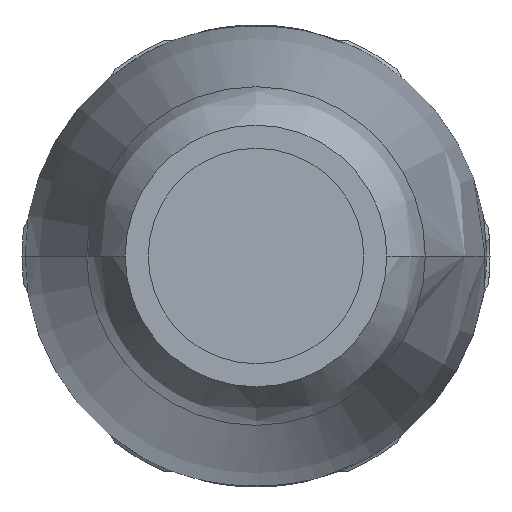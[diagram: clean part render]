
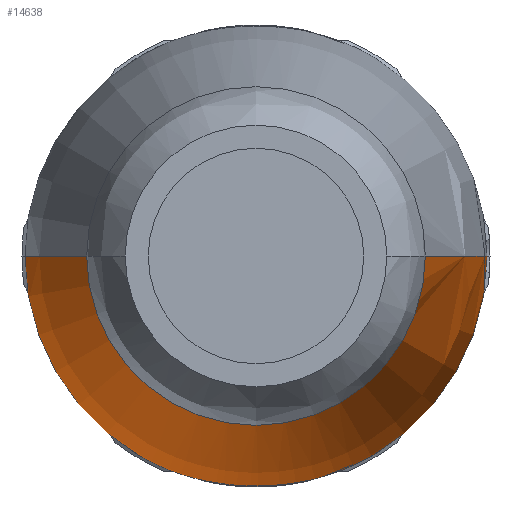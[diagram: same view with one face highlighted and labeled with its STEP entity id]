
A CAD part, front view. The second image highlights one B-rep face of the part: STEP entity #14638.
In plain terms, the highlighted face is a revolution surface.
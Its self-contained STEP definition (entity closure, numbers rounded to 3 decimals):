
#4823=CARTESIAN_POINT('',(0.,-5.9,0.));
#4824=DIRECTION('',(0.,-1.,0.));
#4825=DIRECTION('',(0.521,0.,-0.854));
#4826=AXIS2_PLACEMENT_3D('',#4823,#4824,#4825);
#4853=CARTESIAN_POINT('',(0.,-5.9,0.));
#4854=DIRECTION('',(0.,-1.,0.));
#4855=DIRECTION('',(-1.,0.,0.));
#4856=AXIS2_PLACEMENT_3D('',#4853,#4854,#4855);
#4950=CARTESIAN_POINT('',(3.904,-5.9,
-6.404));
#4958=CARTESIAN_POINT('',(3.901,-8.556,
-6.407));
#4959=CARTESIAN_POINT('',(3.901,-8.096,
-6.406));
#4960=CARTESIAN_POINT('',(3.903,-7.192,
-6.404));
#4961=CARTESIAN_POINT('',(3.903,-6.321,
-6.404));
#4962=CARTESIAN_POINT('',(3.904,-5.9,
-6.404));
#5010=CARTESIAN_POINT('',(3.901,-8.556,
-6.407));
#5041=CARTESIAN_POINT('',(3.901,-8.556,
-6.407));
#5042=CARTESIAN_POINT('',(3.887,-9.44,
-6.415));
#5043=CARTESIAN_POINT('',(3.839,-11.033,
-6.443));
#5044=CARTESIAN_POINT('',(3.683,-12.927,
-6.533));
#5045=CARTESIAN_POINT('',(3.501,-14.371,
-6.633));
#5046=CARTESIAN_POINT('',(3.274,-15.477,
-6.752));
#5047=CARTESIAN_POINT('',(2.977,-16.369,
-6.884));
#5048=CARTESIAN_POINT('',(2.821,-16.824,
-6.957));
#5049=CARTESIAN_POINT('',(2.097,-18.069,
-7.201));
#5050=CARTESIAN_POINT('',(1.586,-18.542,
-7.321));
#5051=CARTESIAN_POINT('',(0.767,-19.02,
-7.447));
#5052=CARTESIAN_POINT('',(0.043,-19.15,
-7.477));
#5053=CARTESIAN_POINT('',(-0.599,-19.058,
-7.453));
#5054=CARTESIAN_POINT('',(-1.178,-18.815,
-7.391));
#5055=CARTESIAN_POINT('',(-1.807,-18.32,
-7.27));
#5056=CARTESIAN_POINT('',(-2.242,-17.836,
-7.157));
#5057=CARTESIAN_POINT('',(-2.852,-16.757,
-6.943));
#5058=CARTESIAN_POINT('',(-3.106,-16.063,
-6.83));
#5059=CARTESIAN_POINT('',(-3.43,-14.881,
-6.673));
#5060=CARTESIAN_POINT('',(-3.633,-13.371,
-6.56));
#5061=CARTESIAN_POINT('',(-3.736,-12.254,
-6.503));
#5062=CARTESIAN_POINT('',(-3.855,-10.574,
-6.434));
#5063=CARTESIAN_POINT('',(-3.89,-9.271,
-6.413));
#5064=CARTESIAN_POINT('',(-3.901,-8.561,
-6.406));
#5074=CARTESIAN_POINT('',(-3.904,-5.9,
-6.404));
#5075=CARTESIAN_POINT('',(-3.904,-6.321,
-6.403));
#5076=CARTESIAN_POINT('',(-3.906,-7.204,
-6.402));
#5077=CARTESIAN_POINT('',(-3.901,-8.095,
-6.406));
#5078=CARTESIAN_POINT('',(-3.901,-8.561,
-6.406));
#5102=CARTESIAN_POINT('',(7.5,-5.9,0.));
#5103=CARTESIAN_POINT('',(7.499,-6.321,0.));
#5104=CARTESIAN_POINT('',(7.501,-7.977,0.));
#5105=CARTESIAN_POINT('',(7.5,-10.889,0.));
#5106=CARTESIAN_POINT('',(7.497,-15.746,0.));
#5107=CARTESIAN_POINT('',(7.519,-20.694,0.));
#5108=CARTESIAN_POINT('',(6.78,-27.086,0.));
#5109=CARTESIAN_POINT('',(5.941,-31.113,0.));
#5110=CARTESIAN_POINT('',(5.25,-33.9,0.));
#5112=CARTESIAN_POINT('',(-5.25,-33.9,0.));
#5113=CARTESIAN_POINT('',(-5.941,-31.113,0.));
#5114=CARTESIAN_POINT('',(-6.78,-27.086,0.));
#5115=CARTESIAN_POINT('',(-7.519,-20.694,0.));
#5116=CARTESIAN_POINT('',(-7.497,-15.746,0.));
#5117=CARTESIAN_POINT('',(-7.5,-10.889,0.));
#5118=CARTESIAN_POINT('',(-7.501,-7.977,0.));
#5119=CARTESIAN_POINT('',(-7.499,-6.321,0.));
#5120=CARTESIAN_POINT('',(-7.5,-5.9,0.));
#5995=CARTESIAN_POINT('',(0.,-33.9,0.));
#5996=DIRECTION('',(0.,1.,0.));
#5997=DIRECTION('',(1.,0.,0.));
#5998=AXIS2_PLACEMENT_3D('',#5995,#5996,#5997);
#6965=CARTESIAN_POINT('',(-5.25,-33.9,0.));
#6966=CARTESIAN_POINT('',(5.25,-33.9,0.));
#6967=VERTEX_POINT('',#6965);
#6968=VERTEX_POINT('',#6966);
#6973=CARTESIAN_POINT('',(7.5,-5.9,0.));
#6974=VERTEX_POINT('',#6973);
#6975=VERTEX_POINT('',#5120);
#6978=VERTEX_POINT('',#4950);
#6993=CARTESIAN_POINT('',(-3.904,-5.9,-6.404));
#6994=VERTEX_POINT('',#6993);
#7031=VERTEX_POINT('',#5010);
#7033=VERTEX_POINT('',#5064);
#14608=CARTESIAN_POINT('',(-7.501,-5.618,0.));
#14609=CARTESIAN_POINT('',(-7.5,-5.712,0.));
#14610=CARTESIAN_POINT('',(-7.499,-6.226,0.));
#14611=CARTESIAN_POINT('',(-7.501,-7.977,0.));
#14612=CARTESIAN_POINT('',(-7.5,-10.889,0.));
#14613=CARTESIAN_POINT('',(-7.497,-15.746,0.));
#14614=CARTESIAN_POINT('',(-7.519,-20.694,0.));
#14615=CARTESIAN_POINT('',(-6.78,-27.086,0.));
#14616=CARTESIAN_POINT('',(-5.922,-31.204,0.));
#14617=CARTESIAN_POINT('',(-5.205,-34.083,0.));
#14618=CARTESIAN_POINT('',(-5.182,-34.174,0.));
#14620=CARTESIAN_POINT('',(0.,-41.6,0.));
#14621=DIRECTION('',(0.,1.,0.));
#14622=AXIS1_PLACEMENT('',#14620,#14621);
#14623=SURFACE_OF_REVOLUTION('',#14619,#14622);
#14624=ORIENTED_EDGE('',*,*,#14069,.F.);
#14625=ORIENTED_EDGE('',*,*,#14599,.T.);
#14627=ORIENTED_EDGE('',*,*,#14626,.F.);
#14628=ORIENTED_EDGE('',*,*,#13993,.F.);
#14630=ORIENTED_EDGE('',*,*,#14629,.F.);
#14632=ORIENTED_EDGE('',*,*,#14631,.F.);
#14634=ORIENTED_EDGE('',*,*,#14633,.F.);
#14635=ORIENTED_EDGE('',*,*,#13965,.F.);
#14636=EDGE_LOOP('',(#14624,#14625,#14627,#14628,#14630,#14632,#14634,#14635));
#14637=FACE_OUTER_BOUND('',#14636,.F.);
#14638=ADVANCED_FACE('',(#14637),#14623,.F.);
#4827=CIRCLE('',#4826,7.5);
#4857=CIRCLE('',#4856,7.5);
#4963=B_SPLINE_CURVE_WITH_KNOTS('',3,(#4958,#4959,#4960,#4961,#4962),
.UNSPECIFIED.,.F.,.F.,(4,1,4),(0.,0.517,1.),.UNSPECIFIED.);
#5065=B_SPLINE_CURVE_WITH_KNOTS('',3,(#5041,#5042,#5043,#5044,#5045,#5046,#5047,
#5048,#5049,#5050,#5051,#5052,#5053,#5054,#5055,#5056,#5057,#5058,#5059,#5060,
#5061,#5062,#5063,#5064),.UNSPECIFIED.,.F.,.F.,(4,1,1,1,1,1,1,1,1,1,1,1,1,1,1,1,
1,1,1,1,1,4),(0.,0.048,0.095,0.143,
0.19,0.238,0.286,0.333,
0.381,0.429,0.476,0.524,
0.571,0.619,0.667,0.714,
0.762,0.81,0.857,0.905,
0.952,1.),.UNSPECIFIED.);
#5079=B_SPLINE_CURVE_WITH_KNOTS('',3,(#5074,#5075,#5076,#5077,#5078),
.UNSPECIFIED.,.F.,.F.,(4,1,4),(0.,0.48,1.),.UNSPECIFIED.);
#5111=B_SPLINE_CURVE_WITH_KNOTS('',3,(#5102,#5103,#5104,#5105,#5106,#5107,#5108,
#5109,#5110),.UNSPECIFIED.,.F.,.F.,(4,1,1,1,1,1,4),(0.,0.046,
0.181,0.313,0.559,0.697,1.),
.UNSPECIFIED.);
#5121=B_SPLINE_CURVE_WITH_KNOTS('',3,(#5112,#5113,#5114,#5115,#5116,#5117,#5118,
#5119,#5120),.UNSPECIFIED.,.F.,.F.,(4,1,1,1,1,1,4),(0.,0.303,
0.441,0.687,0.819,0.954,1.),
.UNSPECIFIED.);
#5999=CIRCLE('',#5998,5.25);
#13965=EDGE_CURVE('',#6978,#6974,#4827,.T.);
#13993=EDGE_CURVE('',#6975,#6994,#4857,.T.);
#14069=EDGE_CURVE('',#7031,#6978,#4963,.T.);
#14599=EDGE_CURVE('',#7031,#7033,#5065,.T.);
#14619=B_SPLINE_CURVE_WITH_KNOTS('',3,(#14608,#14609,#14610,#14611,#14612,
#14613,#14614,#14615,#14616,#14617,#14618),.UNSPECIFIED.,.F.,.F.,(4,1,1,1,1,1,1,
1,4),(0.,0.01,0.056,0.188,
0.317,0.558,0.693,0.99,1.),
.UNSPECIFIED.);
#14626=EDGE_CURVE('',#6994,#7033,#5079,.T.);
#14629=EDGE_CURVE('',#6967,#6975,#5121,.T.);
#14631=EDGE_CURVE('',#6968,#6967,#5999,.T.);
#14633=EDGE_CURVE('',#6974,#6968,#5111,.T.);
